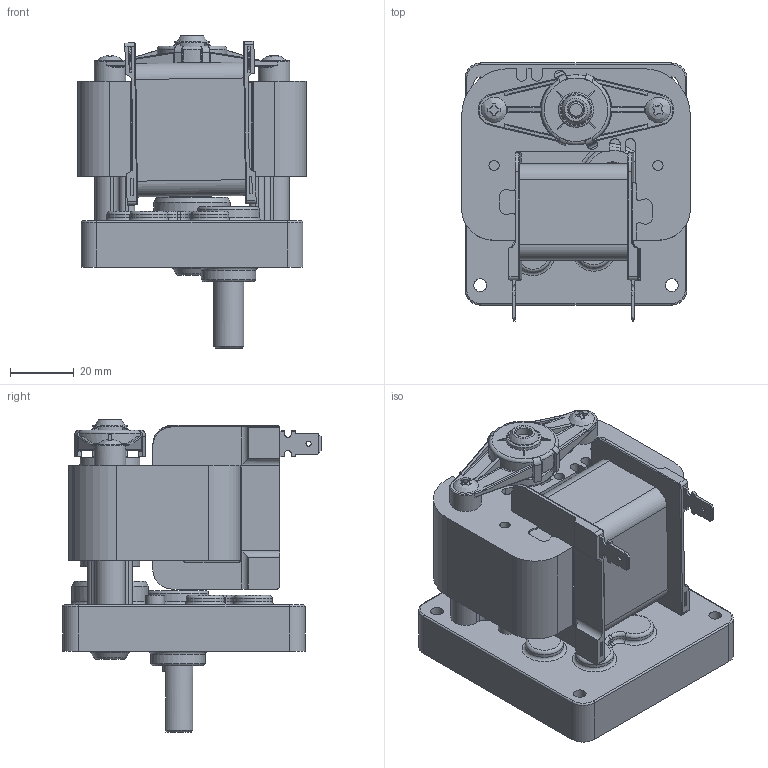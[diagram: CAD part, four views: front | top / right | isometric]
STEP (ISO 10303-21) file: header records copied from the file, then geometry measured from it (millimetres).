
FILE_DESCRIPTION((''),'2;1');
FILE_NAME('SVO SERIES.stp','2015-02-17T14:21:23',('leebh'),(''),'Autodesk Inventor 2013','Autodesk Inventor 2013','');
FILE_SCHEMA(('AUTOMOTIVE_DESIGN { 1 0 10303 214 1 1 1 1 }'));
Length unit declared in the file: millimetre
Products named in the file (1): 부품14
Bounding box: 72 x 81.28 x 98.2 mm (x, y, z)
Volume: 3697.6 mm3; surface area: 75028.7 mm2
Topology: 9 solids, 10 shells, 718 faces, 1810 edges, 1149 vertices
Faces by surface type: plane 347, cylinder 245, torus 68, cone 34, bspline 18, sphere 6
Full cylindrical faces by diameter (mm): 1.65 x2, 2.5 x2, 3 x4, 3.2 x2, 3.3 x2, 3.4 x2, 4 x6, 4.2 x2, 4.77 x2, 5 x3, 5.6 x2, 6 x4, 6.5 x4, 7 x1, 7.54 x2, 8 x1, 9.5 x1, 9.54 x2, 10 x2, 10.5 x1, 12 x2, 13 x1, 14.3 x3, 16.6 x1, 17.2 x1, 17.6 x1, 19.3 x1, 19.5 x2, 20.2 x1, 22 x1
Entity records: 21516 total; most frequent: CARTESIAN_POINT 4542, DIRECTION 3614, ORIENTED_EDGE 3304, EDGE_CURVE 1652, AXIS2_PLACEMENT_3D 1351, VERTEX_POINT 1117, EDGE_LOOP 945, VECTOR 912
